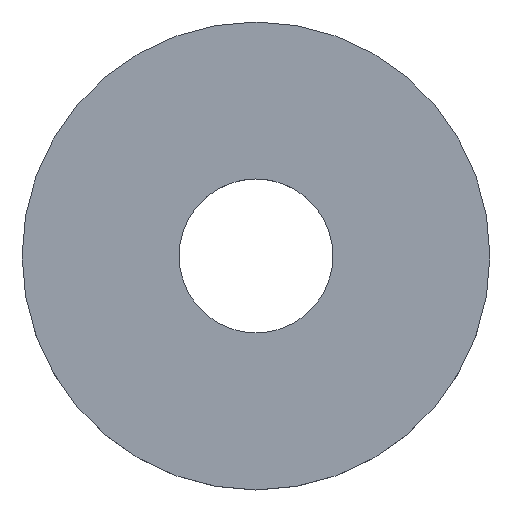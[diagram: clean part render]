
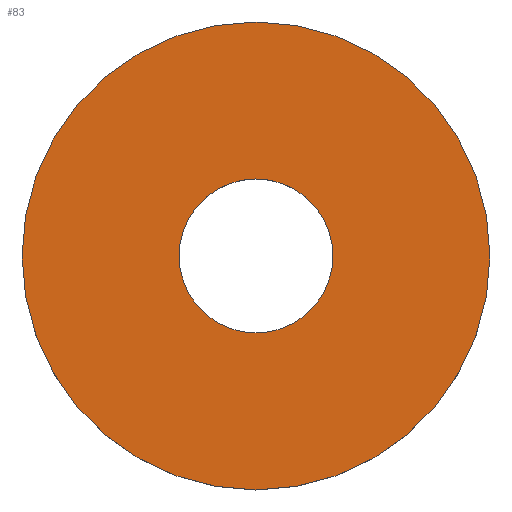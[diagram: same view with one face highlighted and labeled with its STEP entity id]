
A CAD part, top view. The second image highlights one B-rep face of the part: STEP entity #83.
In plain terms, the highlighted planar face has unit normal (0, 0, 1).
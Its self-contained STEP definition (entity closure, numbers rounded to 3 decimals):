
#59=EDGE_CURVE('',#95,#93,#129,.T.);
#65=EDGE_CURVE('',#77,#101,#138,.T.);
#69=EDGE_CURVE('',#101,#77,#142,.T.);
#77=VERTEX_POINT('',#152);
#83=ADVANCED_FACE('',(#159,#160),#161,.T.);
#93=VERTEX_POINT('',#171);
#95=VERTEX_POINT('',#173);
#101=VERTEX_POINT('',#179);
#103=EDGE_CURVE('',#93,#95,#181,.T.);
#129=CIRCLE('',#200,19.75);
#138=CIRCLE('',#210,6.5);
#142=CIRCLE('',#215,6.5);
#152=CARTESIAN_POINT('',(-6.5,0.0,5.0));
#159=FACE_BOUND('',#235,.T.);
#160=FACE_OUTER_BOUND('',#236,.T.);
#161=PLANE('',#237);
#171=CARTESIAN_POINT('',(-19.75,0.0,5.0));
#173=CARTESIAN_POINT('',(19.75,0.,5.0));
#179=CARTESIAN_POINT('',(6.5,0.,5.0));
#181=CIRCLE('',#264,19.75);
#200=AXIS2_PLACEMENT_3D('',#271,#272,#273);
#210=AXIS2_PLACEMENT_3D('',#290,#291,#292);
#215=AXIS2_PLACEMENT_3D('',#293,#294,#295);
#235=EDGE_LOOP('',(#325,#326));
#236=EDGE_LOOP('',(#327,#328));
#237=AXIS2_PLACEMENT_3D('',#329,#330,#331);
#264=AXIS2_PLACEMENT_3D('',#340,#341,#342);
#271=CARTESIAN_POINT('',(0.0,0.0,5.0));
#272=DIRECTION('',(0.0,0.0,-1.0));
#273=DIRECTION('',(-1.0,0.0,0.0));
#290=CARTESIAN_POINT('',(0.0,0.0,5.0));
#291=DIRECTION('',(0.0,0.0,-1.0));
#292=DIRECTION('',(1.0,0.0,0.0));
#293=CARTESIAN_POINT('',(0.0,0.0,5.0));
#294=DIRECTION('',(0.0,0.0,-1.0));
#295=DIRECTION('',(1.0,0.0,0.0));
#325=ORIENTED_EDGE('',*,*,#65,.T.);
#326=ORIENTED_EDGE('',*,*,#69,.T.);
#327=ORIENTED_EDGE('',*,*,#103,.F.);
#328=ORIENTED_EDGE('',*,*,#59,.F.);
#329=CARTESIAN_POINT('',(0.0,0.0,5.0));
#330=DIRECTION('',(0.0,0.0,1.0));
#331=DIRECTION('',(1.0,0.0,0.0));
#340=CARTESIAN_POINT('',(0.0,0.0,5.0));
#341=DIRECTION('',(0.0,0.0,-1.0));
#342=DIRECTION('',(-1.0,0.0,0.0));
